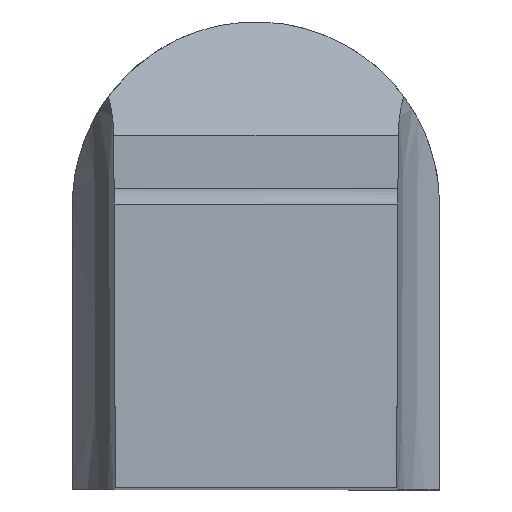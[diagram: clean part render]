
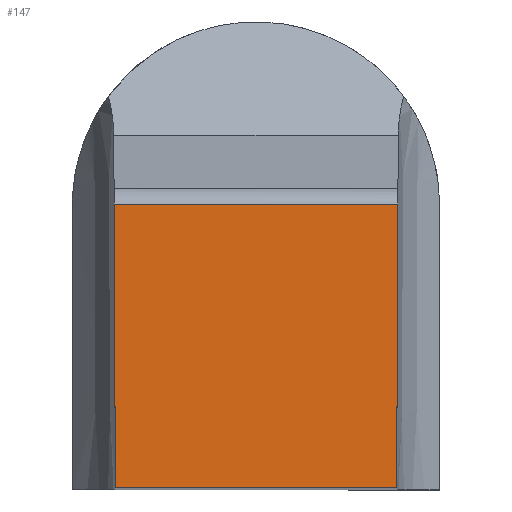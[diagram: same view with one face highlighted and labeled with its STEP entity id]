
A CAD part, top view. The second image highlights one B-rep face of the part: STEP entity #147.
In plain terms, the highlighted planar face has unit normal (0, 0, 1).
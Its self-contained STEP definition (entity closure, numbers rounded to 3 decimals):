
#134=PLANE('',#724);
#147=ADVANCED_FACE('',(#208),#134,.T.);
#208=FACE_OUTER_BOUND('',#226,.T.);
#226=EDGE_LOOP('',(#429,#430,#431,#432));
#346=LINE('',#1056,#370);
#358=LINE('',#1097,#382);
#360=LINE('',#1101,#384);
#362=LINE('',#1105,#386);
#370=VECTOR('',#825,1.);
#382=VECTOR('',#845,1.);
#384=VECTOR('',#851,1.);
#386=VECTOR('',#857,1.);
#429=ORIENTED_EDGE('',*,*,#624,.F.);
#430=ORIENTED_EDGE('',*,*,#630,.F.);
#431=ORIENTED_EDGE('',*,*,#609,.F.);
#432=ORIENTED_EDGE('',*,*,#627,.F.);
#547=VERTEX_POINT('',#1055);
#548=VERTEX_POINT('',#1057);
#555=VERTEX_POINT('',#1091);
#558=VERTEX_POINT('',#1096);
#609=EDGE_CURVE('',#547,#548,#346,.T.);
#624=EDGE_CURVE('',#558,#555,#358,.T.);
#627=EDGE_CURVE('',#555,#547,#360,.T.);
#630=EDGE_CURVE('',#548,#558,#362,.T.);
#724=AXIS2_PLACEMENT_3D('',#1107,#860,#861);
#825=DIRECTION('',(-1.,0.,0.));
#845=DIRECTION('',(1.,0.,0.));
#851=DIRECTION('',(-0.004,-1.,0.));
#857=DIRECTION('',(-0.004,1.,0.));
#860=DIRECTION('',(0.,0.,1.));
#861=DIRECTION('',(1.,0.,0.));
#1055=CARTESIAN_POINT('',(-0.109,0.,0.));
#1056=CARTESIAN_POINT('',(-0.109,0.,0.));
#1057=CARTESIAN_POINT('',(-24.841,0.,0.));
#1091=CARTESIAN_POINT('',(0.,24.875,0.));
#1096=CARTESIAN_POINT('',(-24.95,24.875,0.));
#1097=CARTESIAN_POINT('',(-24.95,24.875,0.));
#1101=CARTESIAN_POINT('',(0.,24.875,0.));
#1105=CARTESIAN_POINT('',(-24.841,0.,0.));
#1107=CARTESIAN_POINT('',(-24.95,24.875,0.));
